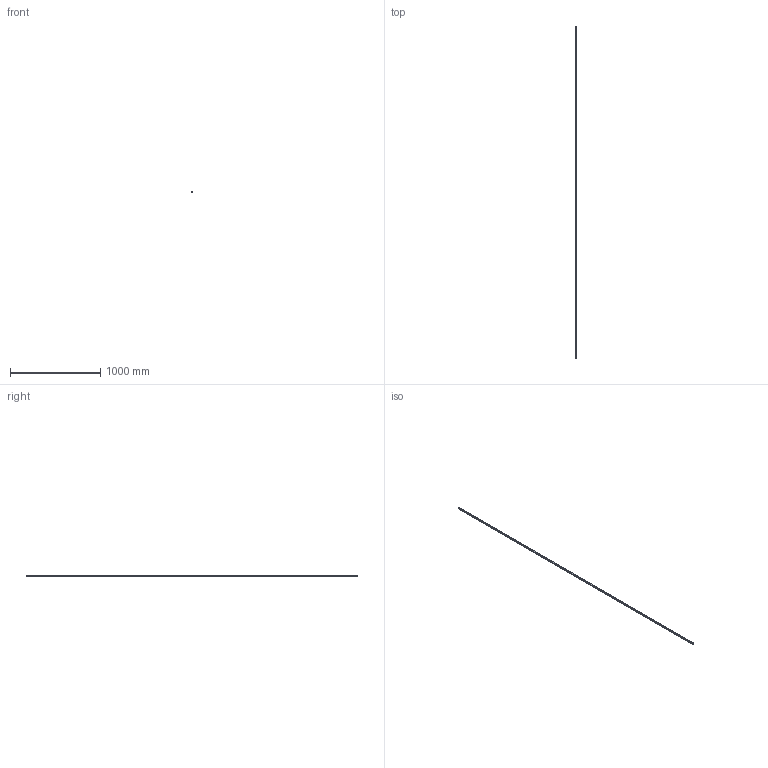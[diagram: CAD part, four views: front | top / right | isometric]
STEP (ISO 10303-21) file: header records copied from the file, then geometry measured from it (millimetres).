
FILE_DESCRIPTION(('STEP AP214'),'1');
FILE_NAME('cctmp_19B545E2-3E80-40CA-BFF3-527B561341A9_2021_02_02_11_57_28_0320..stp','2021-02-02T10:57:28',('HIWIN GmbH'),('CADClick - www.CADClick.com'),'Spatial InterOp 3D',' ','unknown authorization');
FILE_SCHEMA(('AUTOMOTIVE_DESIGN'));
Length unit declared in the file: millimetre
Products named in the file (1): EGR15U3680C_FILE
Bounding box: 15 x 3680 x 12.5 mm (x, y, z)
Volume: 586012.8 mm3; surface area: 224194.4 mm2
Topology: 1 solids, 1 shells, 723 faces, 1779 edges, 1186 vertices
Faces by surface type: cylinder 390, plane 333
Entity records: 27709 total; most frequent: DIRECTION 4255, CARTESIAN_POINT 3689, ORIENTED_EDGE 3558, EDGE_CURVE 1779, AXIS2_PLACEMENT_3D 1752, VERTEX_POINT 1186, EDGE_LOOP 851, CIRCLE 780
